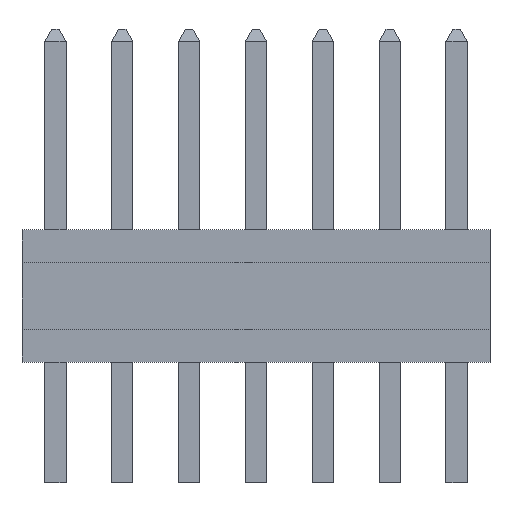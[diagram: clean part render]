
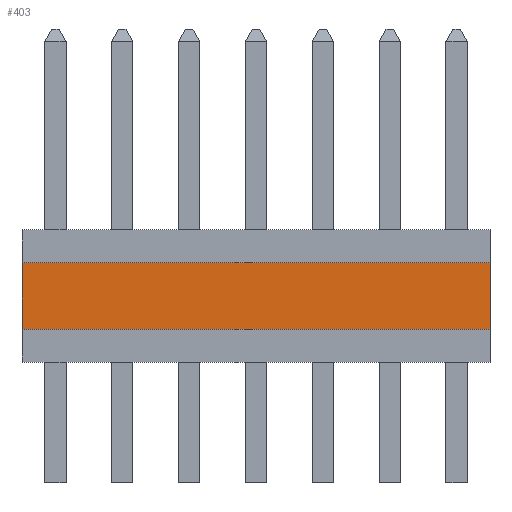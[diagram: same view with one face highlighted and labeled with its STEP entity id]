
A CAD part, top view. The second image highlights one B-rep face of the part: STEP entity #403.
In plain terms, the highlighted planar face has unit normal (0, 0, 1).
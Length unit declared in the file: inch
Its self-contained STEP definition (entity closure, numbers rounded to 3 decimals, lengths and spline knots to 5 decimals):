
#403 = ADVANCED_FACE( '', ( #1005 ), #1006, .F. );
#1005 = FACE_OUTER_BOUND( '', #1851, .T. );
#1006 = PLANE( '', #1852 );
#1851 = EDGE_LOOP( '', ( #2821, #2822, #2823, #2824 ) );
#1852 = AXIS2_PLACEMENT_3D( '', #2825, #2826, #2827 );
#2821 = ORIENTED_EDGE( '', *, *, #5271, .T. );
#2822 = ORIENTED_EDGE( '', *, *, #5272, .F. );
#2823 = ORIENTED_EDGE( '', *, *, #5273, .F. );
#2824 = ORIENTED_EDGE( '', *, *, #5274, .T. );
#2825 = CARTESIAN_POINT( '', ( 0.175, 0.0745, 0.0575 ) );
#2826 = DIRECTION( '', ( 0., 0., -1. ) );
#2827 = DIRECTION( '', ( -1., 0., 0. ) );
#5271 = EDGE_CURVE( '', #6364, #6365, #6366, .T. );
#5272 = EDGE_CURVE( '', #6367, #6365, #6368, .T. );
#5273 = EDGE_CURVE( '', #6369, #6367, #6370, .T. );
#5274 = EDGE_CURVE( '', #6369, #6364, #6371, .T. );
#6364 = VERTEX_POINT( '', #7933 );
#6365 = VERTEX_POINT( '', #7934 );
#6366 = LINE( '', #7935, #7936 );
#6367 = VERTEX_POINT( '', #7937 );
#6368 = LINE( '', #7938, #7939 );
#6369 = VERTEX_POINT( '', #7940 );
#6370 = LINE( '', #7941, #7942 );
#6371 = LINE( '', #7943, #7944 );
#7933 = CARTESIAN_POINT( '', ( -0.175, 0.0745, 0.0575 ) );
#7934 = CARTESIAN_POINT( '', ( -0.175, 0.0245, 0.0575 ) );
#7935 = CARTESIAN_POINT( '', ( -0.175, 0.0745, 0.0575 ) );
#7936 = VECTOR( '', #9905, 39.37008 );
#7937 = CARTESIAN_POINT( '', ( 0.175, 0.0245, 0.0575 ) );
#7938 = CARTESIAN_POINT( '', ( 0.175, 0.0245, 0.0575 ) );
#7939 = VECTOR( '', #9906, 39.37008 );
#7940 = CARTESIAN_POINT( '', ( 0.175, 0.0745, 0.0575 ) );
#7941 = CARTESIAN_POINT( '', ( 0.175, 0.0745, 0.0575 ) );
#7942 = VECTOR( '', #9907, 39.37008 );
#7943 = CARTESIAN_POINT( '', ( 0.175, 0.0745, 0.0575 ) );
#7944 = VECTOR( '', #9908, 39.37008 );
#9905 = DIRECTION( '', ( 0., -1., 0. ) );
#9906 = DIRECTION( '', ( -1., 0., 0. ) );
#9907 = DIRECTION( '', ( 0., -1., 0. ) );
#9908 = DIRECTION( '', ( -1., 0., 0. ) );
